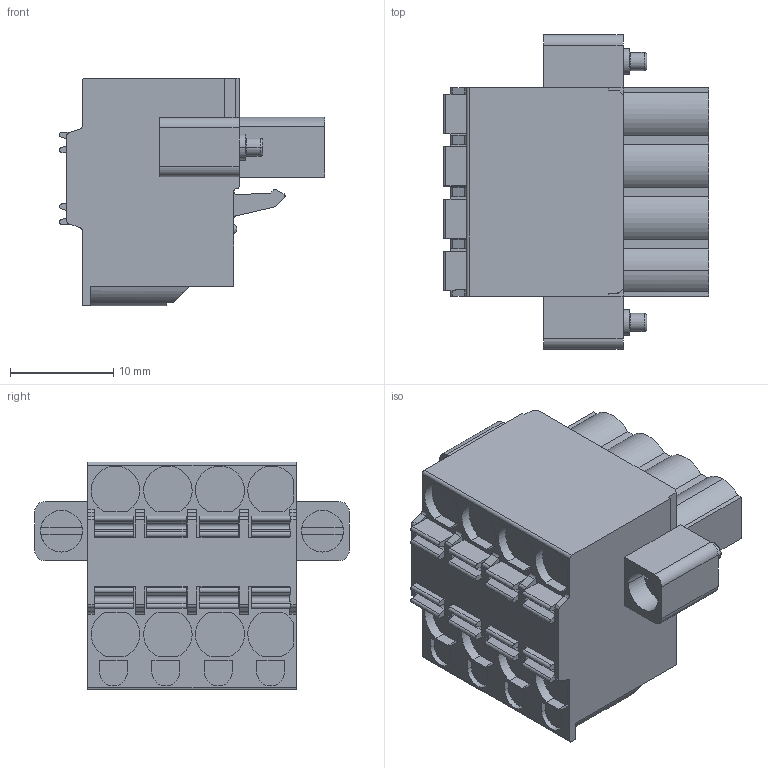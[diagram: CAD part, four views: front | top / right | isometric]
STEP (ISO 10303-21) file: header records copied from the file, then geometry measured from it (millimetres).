
FILE_DESCRIPTION((''),'2;1');
FILE_NAME('000','2024-10-11T15:53:04',('tluser'),(''),'CREO PARAMETRIC BY PTC INC, 2018100','CREO PARAMETRIC BY PTC INC, 2018100','');
FILE_SCHEMA(('CONFIG_CONTROL_DESIGN'));
Length unit declared in the file: millimetre
Products named in the file (1): 000
Bounding box: 25.72 x 30.48 x 22.1 mm (x, y, z)
Volume: 7739 mm3; surface area: 3642.3 mm2
Topology: 1 solids, 1 shells, 377 faces, 1011 edges, 664 vertices
Faces by surface type: plane 249, cylinder 116, cone 4, torus 4, bspline 4
Entity records: 11877 total; most frequent: CARTESIAN_POINT 2188, ORIENTED_EDGE 2014, DIRECTION 2011, EDGE_CURVE 1007, VECTOR 733, LINE 733, VERTEX_POINT 664, AXIS2_PLACEMENT_3D 639
